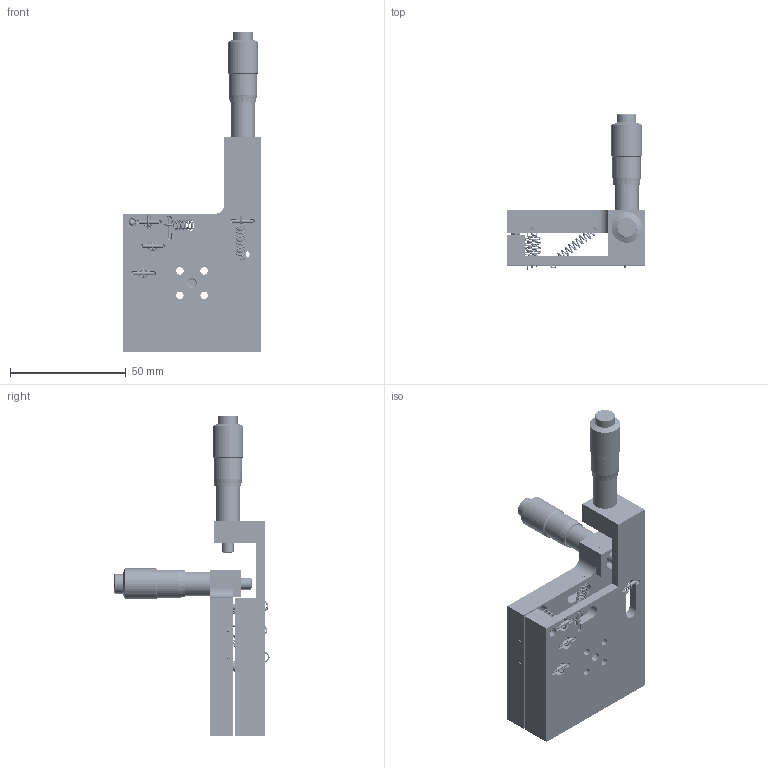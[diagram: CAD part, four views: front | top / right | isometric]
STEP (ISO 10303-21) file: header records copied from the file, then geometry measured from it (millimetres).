
FILE_DESCRIPTION((''),'2;1');
FILE_NAME('TAL-XY60_ASM','2020-10-28T',('Administrator'),(''),'CREO PARAMETRIC BY PTC INC, 2015290','CREO PARAMETRIC BY PTC INC, 2015290','');
FILE_SCHEMA(('CONFIG_CONTROL_DESIGN'));
Products named in the file (14): TAL-XY60_A1; TAL-XY60_A2; TAL-XY60_A3; TAL-XY60_A4; SPACER_10X1; AXLE_1_5X9; SPRING_4X10; SPRING_4X20; AXLE_1_5X15; BALL_4_2; SPACER_6X1; BALL_2_5; M3X5_HS; TAL-XY60_ASM
Assembly tree (28 placements, depth 2):
  TAL-XY60_ASM
    TAL-XY60_A1
    TAL-XY60_A2
    TAL-XY60_A3  x2
    TAL-XY60_A4  x2
    SPACER_10X1  x2
    AXLE_1_5X9  x7
    SPRING_4X10  x3
    SPRING_4X20  x2
    AXLE_1_5X15  x3
    BALL_4_2
    SPACER_6X1
    BALL_2_5
    M3X5_HS  x2
Bounding box: 60 x 67.02 x 138.7 mm (x, y, z)
Volume: 62143.7 mm3; surface area: 40022.7 mm2
Topology: 28 solids, 28 shells, 1483 faces, 3842 edges, 2415 vertices
Faces by surface type: cylinder 751, bspline 352, plane 200, cone 132, torus 28, sphere 20
Entity records: 86724 total; most frequent: CARTESIAN_POINT 59703, ORIENTED_EDGE 6438, DIRECTION 4104, EDGE_CURVE 3219, VERTEX_POINT 2066, B_SPLINE_CURVE_WITH_KNOTS 1540, AXIS2_PLACEMENT_3D 1483, EDGE_LOOP 1315
